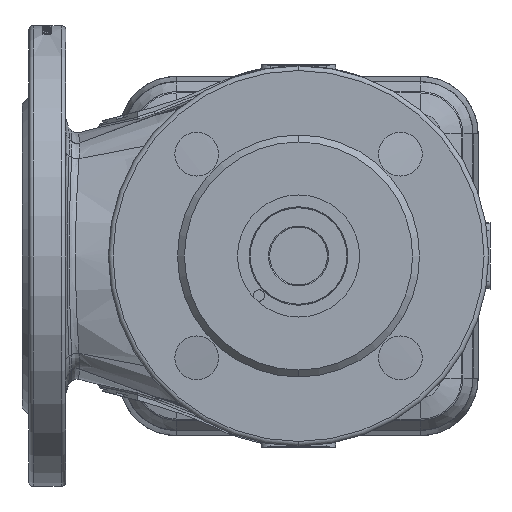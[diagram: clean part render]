
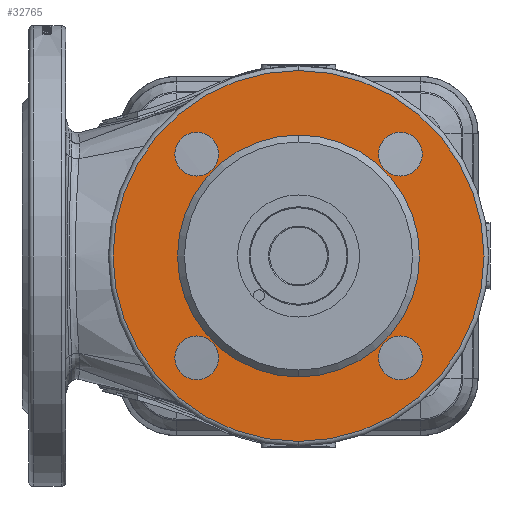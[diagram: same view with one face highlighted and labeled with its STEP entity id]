
A CAD part, front view. The second image highlights one B-rep face of the part: STEP entity #32765.
In plain terms, the highlighted planar face has unit normal (0, -1, 0).
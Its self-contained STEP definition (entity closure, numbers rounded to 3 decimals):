
#2371 = EDGE_CURVE ( 'NONE', #67525, #3419, #112950, .T. ) ;
#3419 = VERTEX_POINT ( 'NONE', #155039 ) ;
#6835 = CARTESIAN_POINT ( 'NONE',  ( 44.194, -147., -53.694 ) ) ;
#8073 = CIRCLE ( 'NONE', #119956, 9.5 ) ;
#8988 = CARTESIAN_POINT ( 'NONE',  ( 44.194, -147., -44.194 ) ) ;
#13048 = CIRCLE ( 'NONE', #110838, 9.5 ) ;
#13701 = ORIENTED_EDGE ( 'NONE', *, *, #73268, .T. ) ;
#14526 = CIRCLE ( 'NONE', #84457, 9.5 ) ;
#14580 = DIRECTION ( 'NONE',  ( 0., -1., 0. ) ) ;
#16541 = FACE_BOUND ( 'NONE', #43806, .T. ) ;
#17327 = CARTESIAN_POINT ( 'NONE',  ( 0., -147., 52.5 ) ) ;
#19086 = DIRECTION ( 'NONE',  ( 0., -1., 0. ) ) ;
#19952 = DIRECTION ( 'NONE',  ( 0., 0., -1. ) ) ;
#20453 = DIRECTION ( 'NONE',  ( 0., -1., 0. ) ) ;
#21470 = AXIS2_PLACEMENT_3D ( 'NONE', #26571, #65151, #51994 ) ;
#21788 = CARTESIAN_POINT ( 'NONE',  ( 0., -147., 80.5 ) ) ;
#22852 = ORIENTED_EDGE ( 'NONE', *, *, #101769, .F. ) ;
#24476 = EDGE_CURVE ( 'NONE', #120810, #128778, #167861, .T. ) ;
#26571 = CARTESIAN_POINT ( 'NONE',  ( -44.194, -147., 44.194 ) ) ;
#26852 = CARTESIAN_POINT ( 'NONE',  ( -44.194, -147., 44.194 ) ) ;
#32207 = PLANE ( 'NONE',  #102169 ) ;
#32765 = ADVANCED_FACE ( 'NONE', ( #43656, #16541, #110954, #97852, #45350, #166049 ), #32207, .T. ) ;
#33760 = CARTESIAN_POINT ( 'NONE',  ( 44.194, -147., 44.194 ) ) ;
#35165 = DIRECTION ( 'NONE',  ( 0., 0., -1. ) ) ;
#37680 = VERTEX_POINT ( 'NONE', #169428 ) ;
#39056 = VERTEX_POINT ( 'NONE', #164490 ) ;
#39180 = AXIS2_PLACEMENT_3D ( 'NONE', #64138, #117424, #170792 ) ;
#39359 = ORIENTED_EDGE ( 'NONE', *, *, #2371, .T. ) ;
#40630 = VERTEX_POINT ( 'NONE', #136827 ) ;
#43117 = CIRCLE ( 'NONE', #48714, 9.5 ) ;
#43438 = DIRECTION ( 'NONE',  ( 0., 0., -1. ) ) ;
#43656 = FACE_BOUND ( 'NONE', #86087, .T. ) ;
#43806 = EDGE_LOOP ( 'NONE', ( #22852, #142658 ) ) ;
#45350 = FACE_BOUND ( 'NONE', #163138, .T. ) ;
#46940 = DIRECTION ( 'NONE',  ( 0., 1., 0. ) ) ;
#48714 = AXIS2_PLACEMENT_3D ( 'NONE', #33760, #100257, #88806 ) ;
#48776 = VERTEX_POINT ( 'NONE', #131990 ) ;
#49014 = DIRECTION ( 'NONE',  ( 0., 1., 0. ) ) ;
#49416 = AXIS2_PLACEMENT_3D ( 'NONE', #55860, #151144, #148545 ) ;
#49875 = DIRECTION ( 'NONE',  ( 0., 0., 1. ) ) ;
#51994 = DIRECTION ( 'NONE',  ( 0., 0., -1. ) ) ;
#52280 = CIRCLE ( 'NONE', #21470, 9.5 ) ;
#52578 = ORIENTED_EDGE ( 'NONE', *, *, #155470, .F. ) ;
#52979 = EDGE_CURVE ( 'NONE', #128778, #120810, #132932, .T. ) ;
#55860 = CARTESIAN_POINT ( 'NONE',  ( 44.194, -147., -44.194 ) ) ;
#62447 = CARTESIAN_POINT ( 'NONE',  ( 44.194, -147., -34.694 ) ) ;
#64138 = CARTESIAN_POINT ( 'NONE',  ( 0., -147., 0. ) ) ;
#65151 = DIRECTION ( 'NONE',  ( 0., -1., 0. ) ) ;
#65969 = CARTESIAN_POINT ( 'NONE',  ( -44.194, -147., -44.194 ) ) ;
#66543 = DIRECTION ( 'NONE',  ( 0., 0., 1. ) ) ;
#66974 = CARTESIAN_POINT ( 'NONE',  ( 44.194, -147., 53.694 ) ) ;
#67525 = VERTEX_POINT ( 'NONE', #17327 ) ;
#67974 = EDGE_CURVE ( 'NONE', #48776, #127375, #13048, .T. ) ;
#68880 = CARTESIAN_POINT ( 'NONE',  ( 0., -147., -80.5 ) ) ;
#71505 = AXIS2_PLACEMENT_3D ( 'NONE', #89243, #159250, #66543 ) ;
#71645 = CIRCLE ( 'NONE', #108079, 9.5 ) ;
#73268 = EDGE_CURVE ( 'NONE', #3419, #67525, #139836, .T. ) ;
#76624 = VERTEX_POINT ( 'NONE', #66974 ) ;
#78308 = ORIENTED_EDGE ( 'NONE', *, *, #89816, .F. ) ;
#80002 = ORIENTED_EDGE ( 'NONE', *, *, #52979, .F. ) ;
#84457 = AXIS2_PLACEMENT_3D ( 'NONE', #26852, #14580, #43438 ) ;
#85587 = CARTESIAN_POINT ( 'NONE',  ( -52.5, -147., 0. ) ) ;
#86087 = EDGE_LOOP ( 'NONE', ( #164609, #91821 ) ) ;
#88806 = DIRECTION ( 'NONE',  ( 0., 0., -1. ) ) ;
#89175 = VERTEX_POINT ( 'NONE', #62447 ) ;
#89243 = CARTESIAN_POINT ( 'NONE',  ( 0., -147., 0. ) ) ;
#89816 = EDGE_CURVE ( 'NONE', #127375, #48776, #101777, .T. ) ;
#91087 = CARTESIAN_POINT ( 'NONE',  ( -44.194, -147., -44.194 ) ) ;
#91821 = ORIENTED_EDGE ( 'NONE', *, *, #168548, .F. ) ;
#92479 = ORIENTED_EDGE ( 'NONE', *, *, #24476, .F. ) ;
#96993 = CARTESIAN_POINT ( 'NONE',  ( -44.194, -147., -53.694 ) ) ;
#97852 = FACE_BOUND ( 'NONE', #170438, .T. ) ;
#100209 = ORIENTED_EDGE ( 'NONE', *, *, #146607, .F. ) ;
#100257 = DIRECTION ( 'NONE',  ( 0., -1., 0. ) ) ;
#101769 = EDGE_CURVE ( 'NONE', #89175, #152919, #130340, .T. ) ;
#101777 = CIRCLE ( 'NONE', #132539, 9.5 ) ;
#102000 = DIRECTION ( 'NONE',  ( 0., 0., 1. ) ) ;
#102169 = AXIS2_PLACEMENT_3D ( 'NONE', #85587, #19086, #19952 ) ;
#103368 = DIRECTION ( 'NONE',  ( 0., -1., 0. ) ) ;
#104895 = EDGE_LOOP ( 'NONE', ( #153536, #78308 ) ) ;
#107156 = DIRECTION ( 'NONE',  ( 0., 0., -1. ) ) ;
#107521 = AXIS2_PLACEMENT_3D ( 'NONE', #114600, #49014, #49875 ) ;
#108079 = AXIS2_PLACEMENT_3D ( 'NONE', #8988, #20453, #140347 ) ;
#110838 = AXIS2_PLACEMENT_3D ( 'NONE', #91087, #103368, #35165 ) ;
#110954 = FACE_BOUND ( 'NONE', #104895, .T. ) ;
#112950 = CIRCLE ( 'NONE', #107521, 52.5 ) ;
#114600 = CARTESIAN_POINT ( 'NONE',  ( 0., -147., 0. ) ) ;
#117424 = DIRECTION ( 'NONE',  ( 0., 1., 0. ) ) ;
#118381 = DIRECTION ( 'NONE',  ( 0., -1., 0. ) ) ;
#119956 = AXIS2_PLACEMENT_3D ( 'NONE', #160526, #158827, #107156 ) ;
#120810 = VERTEX_POINT ( 'NONE', #21788 ) ;
#127375 = VERTEX_POINT ( 'NONE', #96993 ) ;
#128778 = VERTEX_POINT ( 'NONE', #68880 ) ;
#129128 = CARTESIAN_POINT ( 'NONE',  ( 0., -147., 0. ) ) ;
#130340 = CIRCLE ( 'NONE', #49416, 9.5 ) ;
#131990 = CARTESIAN_POINT ( 'NONE',  ( -44.194, -147., -34.694 ) ) ;
#132539 = AXIS2_PLACEMENT_3D ( 'NONE', #65969, #118381, #147279 ) ;
#132932 = CIRCLE ( 'NONE', #71505, 80.5 ) ;
#134261 = EDGE_LOOP ( 'NONE', ( #92479, #80002 ) ) ;
#136827 = CARTESIAN_POINT ( 'NONE',  ( -44.194, -147., 34.694 ) ) ;
#139836 = CIRCLE ( 'NONE', #39180, 52.5 ) ;
#140347 = DIRECTION ( 'NONE',  ( 0., 0., -1. ) ) ;
#142029 = EDGE_CURVE ( 'NONE', #39056, #40630, #14526, .T. ) ;
#142658 = ORIENTED_EDGE ( 'NONE', *, *, #153319, .F. ) ;
#146607 = EDGE_CURVE ( 'NONE', #37680, #76624, #43117, .T. ) ;
#147279 = DIRECTION ( 'NONE',  ( 0., 0., -1. ) ) ;
#148545 = DIRECTION ( 'NONE',  ( 0., 0., -1. ) ) ;
#151144 = DIRECTION ( 'NONE',  ( 0., -1., 0. ) ) ;
#152919 = VERTEX_POINT ( 'NONE', #6835 ) ;
#153319 = EDGE_CURVE ( 'NONE', #152919, #89175, #71645, .T. ) ;
#153536 = ORIENTED_EDGE ( 'NONE', *, *, #67974, .F. ) ;
#155039 = CARTESIAN_POINT ( 'NONE',  ( 0., -147., -52.5 ) ) ;
#155470 = EDGE_CURVE ( 'NONE', #76624, #37680, #8073, .T. ) ;
#156775 = AXIS2_PLACEMENT_3D ( 'NONE', #129128, #46940, #102000 ) ;
#158827 = DIRECTION ( 'NONE',  ( 0., -1., 0. ) ) ;
#159250 = DIRECTION ( 'NONE',  ( 0., 1., 0. ) ) ;
#160526 = CARTESIAN_POINT ( 'NONE',  ( 44.194, -147., 44.194 ) ) ;
#163138 = EDGE_LOOP ( 'NONE', ( #39359, #13701 ) ) ;
#164490 = CARTESIAN_POINT ( 'NONE',  ( -44.194, -147., 53.694 ) ) ;
#164609 = ORIENTED_EDGE ( 'NONE', *, *, #142029, .F. ) ;
#166049 = FACE_OUTER_BOUND ( 'NONE', #134261, .T. ) ;
#167861 = CIRCLE ( 'NONE', #156775, 80.5 ) ;
#168548 = EDGE_CURVE ( 'NONE', #40630, #39056, #52280, .T. ) ;
#169428 = CARTESIAN_POINT ( 'NONE',  ( 44.194, -147., 34.694 ) ) ;
#170438 = EDGE_LOOP ( 'NONE', ( #52578, #100209 ) ) ;
#170792 = DIRECTION ( 'NONE',  ( 0., 0., 1. ) ) ;
